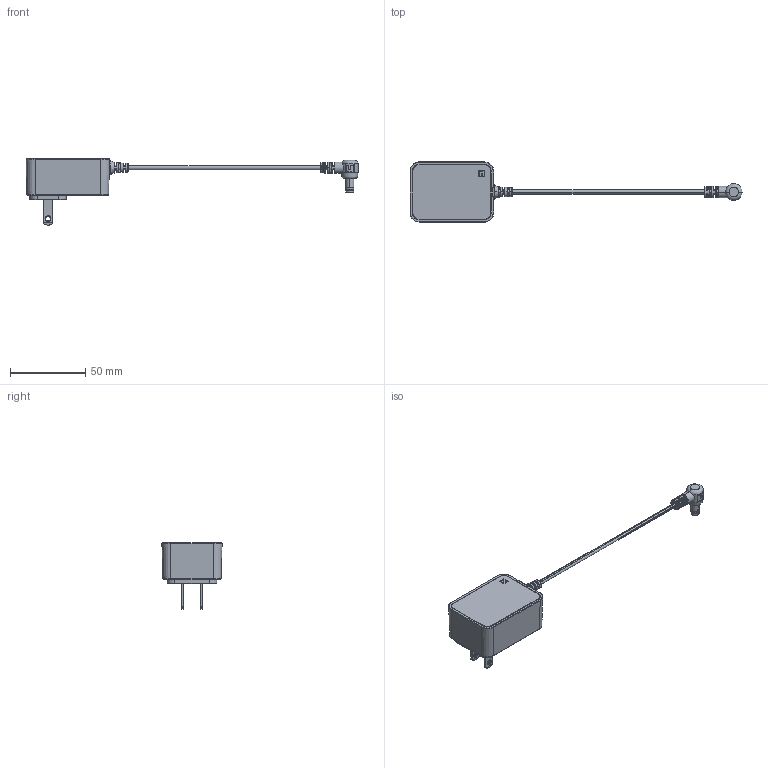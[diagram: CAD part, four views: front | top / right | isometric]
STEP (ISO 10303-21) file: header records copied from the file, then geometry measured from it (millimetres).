
FILE_DESCRIPTION (( 'STEP AP203' ), '1' );
FILE_NAME ('16-00066.STEP', '2019-08-13T21:12:12', ( '' ), ( '' ), 'SwSTEP 2.0', 'SolidWorks 2015', '' );
FILE_SCHEMA (( 'CONFIG_CONTROL_DESIGN' ));
Length unit declared in the file: millimetre
Products named in the file (14): 24-00279; 24-00006; UL_1-15 pin; 16-00066; 50-00133 contact; 26-00003_top; 10-03164; 50-00133; 26-00003; 30-00341_stripped and tinned; 50-00133 insulator; Nema 1-15 plug; 50-00133 shell; 26-00003_bottom
Assembly tree (14 placements, depth 4):
  16-00066
    26-00003
      26-00003_bottom
      26-00003_top
    10-03164
      30-00341_stripped and tinned
      24-00279
      24-00006
      50-00133
        50-00133 contact
        50-00133 insulator
        50-00133 shell
    Nema 1-15 plug
      UL_1-15 pin  x2
Bounding box: 220.47 x 39.98 x 44 mm (x, y, z)
Volume: 20622.8 mm3; surface area: 28903.1 mm2
Topology: 91 solids, 91 shells, 1186 faces, 2646 edges, 1711 vertices
Faces by surface type: plane 616, cylinder 348, bspline 144, cone 42, torus 36
Entity records: 39579 total; most frequent: CARTESIAN_POINT 12724, DIRECTION 5217, ORIENTED_EDGE 5164, EDGE_CURVE 2582, AXIS2_PLACEMENT_3D 1970, VERTEX_POINT 1671, LINE 1277, VECTOR 1277
